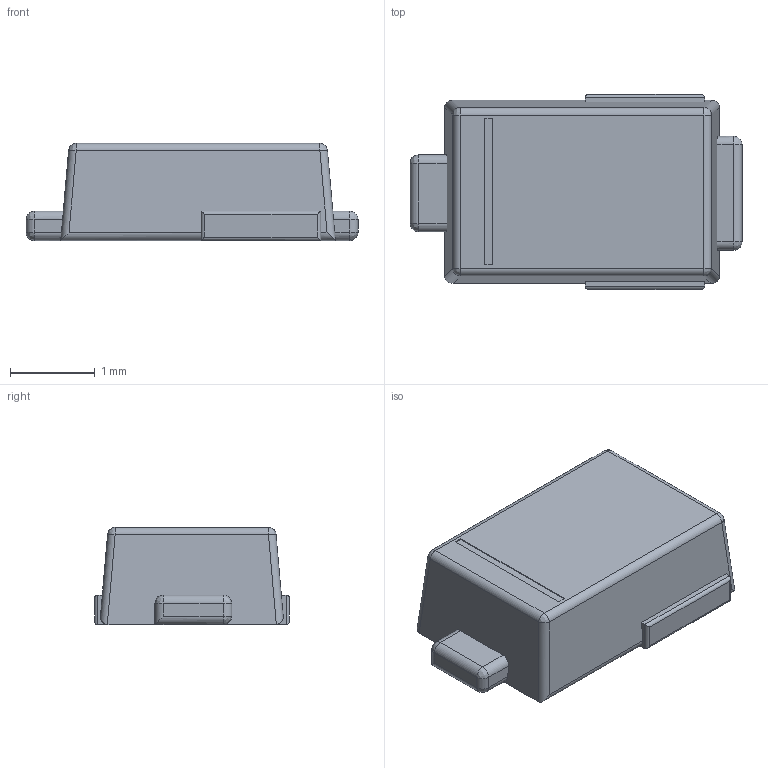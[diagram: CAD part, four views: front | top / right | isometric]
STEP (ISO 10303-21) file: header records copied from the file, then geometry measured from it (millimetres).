
FILE_DESCRIPTION (( 'STEP AP214' ), '1' );
FILE_NAME ('BA365807-3C7B-437F-9CF9-37A8329FF9DC.STEP', '2025-05-22T20:17:09', ( '' ), ( '' ), 'SwSTEP 2.0', 'SolidWorks 2022', '' );
FILE_SCHEMA (( 'AUTOMOTIVE_DESIGN' ));
Length unit declared in the file: millimetre
Products named in the file (1): BA365807-3C7B-437F-9CF9-37A8329FF9DC
Bounding box: 3.93 x 2.31 x 1.15 mm (x, y, z)
Volume: 7.8 mm3; surface area: 26.7 mm2
Topology: 1 solids, 1 shells, 73 faces, 175 edges, 98 vertices
Faces by surface type: cylinder 34, plane 28, bspline 11
Entity records: 3064 total; most frequent: CARTESIAN_POINT 681, ORIENTED_EDGE 336, DIRECTION 293, EDGE_CURVE 168, LINE 105, VECTOR 105, VERTEX_POINT 98, AXIS2_PLACEMENT_3D 94
